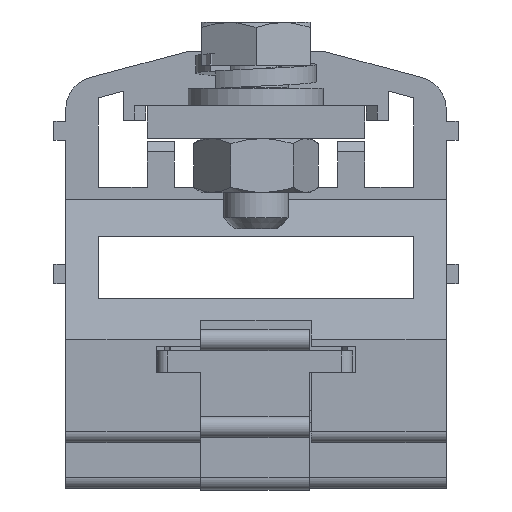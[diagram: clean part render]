
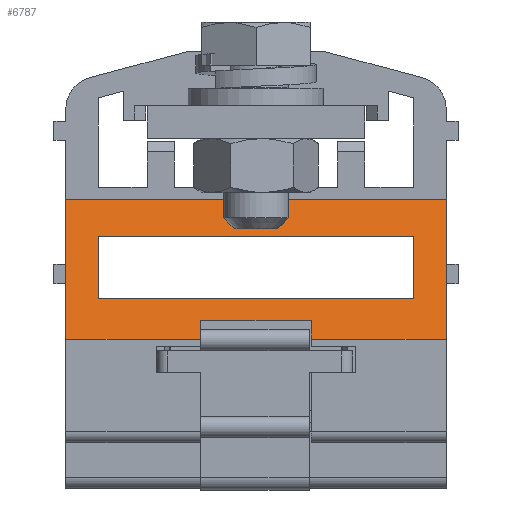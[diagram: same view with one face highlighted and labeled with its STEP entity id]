
A CAD part, left-side view. The second image highlights one B-rep face of the part: STEP entity #6787.
In plain terms, the highlighted planar face has unit normal (-0.966, 0, 0.259).
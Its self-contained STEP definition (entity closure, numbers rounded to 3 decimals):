
#704=ORIENTED_EDGE('',*,*,#2700,.F.);
#705=ORIENTED_EDGE('',*,*,#2701,.F.);
#706=ORIENTED_EDGE('',*,*,#2702,.F.);
#707=ORIENTED_EDGE('',*,*,#2703,.F.);
#708=ORIENTED_EDGE('',*,*,#2698,.T.);
#709=ORIENTED_EDGE('',*,*,#2704,.T.);
#710=ORIENTED_EDGE('',*,*,#2705,.T.);
#711=ORIENTED_EDGE('',*,*,#2706,.T.);
#712=ORIENTED_EDGE('',*,*,#2692,.T.);
#713=ORIENTED_EDGE('',*,*,#2592,.F.);
#714=ORIENTED_EDGE('',*,*,#2707,.F.);
#715=ORIENTED_EDGE('',*,*,#2611,.T.);
#2592=EDGE_CURVE('',#3598,#3599,#4251,.T.);
#2611=EDGE_CURVE('',#3618,#3617,#4268,.T.);
#2692=EDGE_CURVE('',#3686,#3599,#4343,.T.);
#2698=EDGE_CURVE('',#3617,#3690,#4349,.T.);
#2700=EDGE_CURVE('',#3691,#3692,#4351,.T.);
#2701=EDGE_CURVE('',#3693,#3691,#4352,.T.);
#2702=EDGE_CURVE('',#3694,#3693,#4353,.T.);
#2703=EDGE_CURVE('',#3692,#3694,#4354,.T.);
#2704=EDGE_CURVE('',#3690,#3695,#4355,.T.);
#2705=EDGE_CURVE('',#3695,#3696,#4356,.T.);
#2706=EDGE_CURVE('',#3696,#3686,#4357,.T.);
#2707=EDGE_CURVE('',#3618,#3598,#4358,.T.);
#3598=VERTEX_POINT('',#10050);
#3599=VERTEX_POINT('',#10052);
#3617=VERTEX_POINT('',#10089);
#3618=VERTEX_POINT('',#10091);
#3686=VERTEX_POINT('',#10249);
#3690=VERTEX_POINT('',#10259);
#3691=VERTEX_POINT('',#10264);
#3692=VERTEX_POINT('',#10265);
#3693=VERTEX_POINT('',#10267);
#3694=VERTEX_POINT('',#10269);
#3695=VERTEX_POINT('',#10272);
#3696=VERTEX_POINT('',#10274);
#4251=LINE('',#10051,#4962);
#4268=LINE('',#10090,#4979);
#4343=LINE('',#10248,#5054);
#4349=LINE('',#10260,#5060);
#4351=LINE('',#10263,#5062);
#4352=LINE('',#10266,#5063);
#4353=LINE('',#10268,#5064);
#4354=LINE('',#10270,#5065);
#4355=LINE('',#10271,#5066);
#4356=LINE('',#10273,#5067);
#4357=LINE('',#10275,#5068);
#4358=LINE('',#10276,#5069);
#4962=VECTOR('',#8102,1000.);
#4979=VECTOR('',#8125,1000.);
#5054=VECTOR('',#8230,1000.);
#5060=VECTOR('',#8238,1000.);
#5062=VECTOR('',#8242,1000.);
#5063=VECTOR('',#8243,1000.);
#5064=VECTOR('',#8244,1000.);
#5065=VECTOR('',#8245,1000.);
#5066=VECTOR('',#8246,1000.);
#5067=VECTOR('',#8247,1000.);
#5068=VECTOR('',#8248,1000.);
#5069=VECTOR('',#8249,1000.);
#5644=EDGE_LOOP('',(#704,#705,#706,#707));
#5645=EDGE_LOOP('',(#708,#709,#710,#711,#712,#713,#714,#715));
#6089=FACE_BOUND('',#5644,.T.);
#6090=FACE_BOUND('',#5645,.T.);
#6528=PLANE('',#7468);
#6787=ADVANCED_FACE('',(#6089,#6090),#6528,.T.);
#7468=AXIS2_PLACEMENT_3D('',#10262,#8240,#8241);
#8102=DIRECTION('',(-0.259,0.,-0.966));
#8125=DIRECTION('',(-0.259,0.,-0.966));
#8230=DIRECTION('',(0.,-1.,0.));
#8238=DIRECTION('',(0.,-1.,0.));
#8240=DIRECTION('',(-0.966,0.,0.259));
#8241=DIRECTION('',(0.259,0.,0.966));
#8242=DIRECTION('',(-0.259,0.,-0.966));
#8243=DIRECTION('',(0.,1.,0.));
#8244=DIRECTION('',(0.259,0.,0.966));
#8245=DIRECTION('',(0.,-1.,0.));
#8246=DIRECTION('',(0.259,0.,0.966));
#8247=DIRECTION('',(0.,-1.,0.));
#8248=DIRECTION('',(-0.259,0.,-0.966));
#8249=DIRECTION('',(0.,-1.,0.));
#10050=CARTESIAN_POINT('',(-40.,0.,-13.6));
#10051=CARTESIAN_POINT('',(-40.,0.,-13.6));
#10052=CARTESIAN_POINT('',(-43.45,0.,-26.476));
#10089=CARTESIAN_POINT('',(-43.45,35.,-26.476));
#10090=CARTESIAN_POINT('',(-40.,35.,-13.6));
#10091=CARTESIAN_POINT('',(-40.,35.,-13.6));
#10248=CARTESIAN_POINT('',(-43.45,35.,-26.476));
#10249=CARTESIAN_POINT('',(-43.45,12.4,-26.476));
#10259=CARTESIAN_POINT('',(-43.45,22.6,-26.476));
#10260=CARTESIAN_POINT('',(-43.45,35.,-26.476));
#10262=CARTESIAN_POINT('',(-40.,35.,-13.6));
#10263=CARTESIAN_POINT('',(-40.,32.,-13.6));
#10264=CARTESIAN_POINT('',(-40.911,32.,-17.));
#10265=CARTESIAN_POINT('',(-42.452,32.,-22.75));
#10266=CARTESIAN_POINT('',(-40.911,35.,-17.));
#10267=CARTESIAN_POINT('',(-40.911,3.,-17.));
#10268=CARTESIAN_POINT('',(-40.,3.,-13.6));
#10269=CARTESIAN_POINT('',(-42.452,3.,-22.75));
#10270=CARTESIAN_POINT('',(-42.452,35.,-22.75));
#10271=CARTESIAN_POINT('',(-40.,22.6,-13.6));
#10272=CARTESIAN_POINT('',(-42.988,22.6,-24.75));
#10273=CARTESIAN_POINT('',(-42.988,35.,-24.75));
#10274=CARTESIAN_POINT('',(-42.988,12.4,-24.75));
#10275=CARTESIAN_POINT('',(-40.,12.4,-13.6));
#10276=CARTESIAN_POINT('',(-40.,35.,-13.6));
